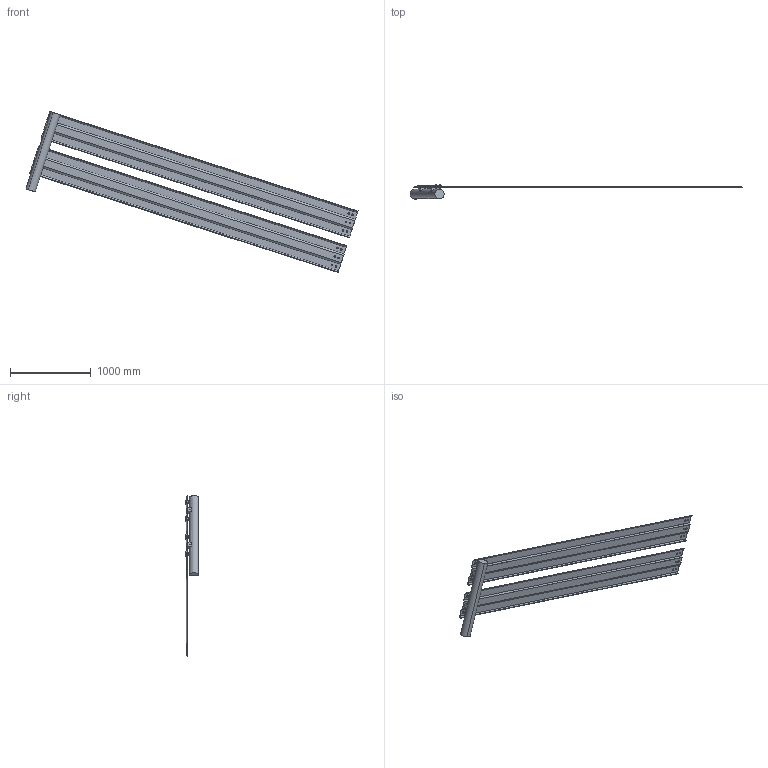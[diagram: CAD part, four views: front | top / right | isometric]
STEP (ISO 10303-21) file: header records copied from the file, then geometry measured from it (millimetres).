
FILE_DESCRIPTION(('CATIA V5 STEP Exchange'),'2;1');
FILE_NAME('guardrail.stp','2018-09-19T08:38:21+00:00',('none'),('none'),'CATIA Version 5 Release 17 (IN-10)','CATIA V5 STEP AP203','none');
FILE_SCHEMA(('CONFIG_CONTROL_DESIGN'));
Length unit declared in the file: millimetre
Products named in the file (1): Product1
Assembly tree (15 placements, depth 2):
  Product1
    #56  x2
    #1387
    #2088  x12
Bounding box: 4099.43 x 171.58 x 1990.86 mm (x, y, z)
Volume: 23360085 mm3; surface area: 6371832 mm2
Topology: 15 solids, 15 shells, 218 faces, 492 edges, 320 vertices
Faces by surface type: cylinder 106, plane 88, cone 24
Entity records: 2422 total; most frequent: CARTESIAN_POINT 403, ORIENTED_EDGE 392, DIRECTION 350, EDGE_CURVE 196, AXIS2_PLACEMENT_3D 163, VERTEX_POINT 130, VECTOR 110, LINE 110
